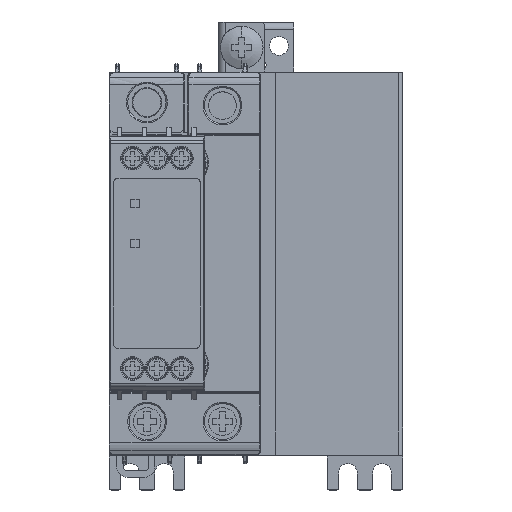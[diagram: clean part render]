
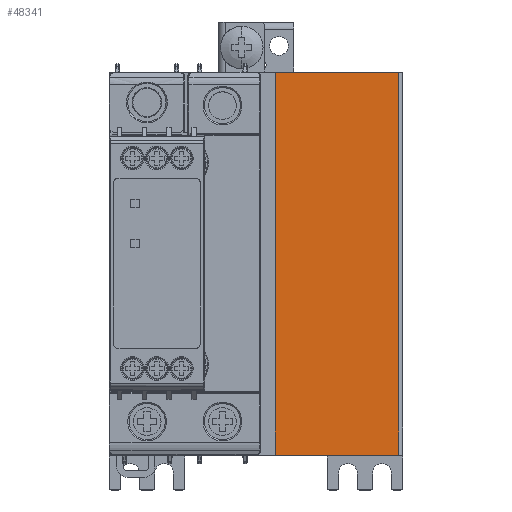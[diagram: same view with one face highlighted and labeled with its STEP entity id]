
A CAD part, top view. The second image highlights one B-rep face of the part: STEP entity #48341.
In plain terms, the highlighted planar face has unit normal (0, 0, 1).
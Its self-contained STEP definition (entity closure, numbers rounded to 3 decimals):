
#48276=CARTESIAN_POINT('',(4.55,45.,120.));
#48277=VERTEX_POINT('',#48276);
#48294=CARTESIAN_POINT('',(4.55,-45.0,120.));
#48295=VERTEX_POINT('',#48294);
#48302=CARTESIAN_POINT('',(4.55,45.,120.));
#48303=DIRECTION('',(0.0,-1.0,0.0));
#48304=VECTOR('',#48303,90.0);
#48305=LINE('',#48302,#48304);
#48306=EDGE_CURVE('',#48295,#48277,#48305,.F.);
#48311=CARTESIAN_POINT('',(5.55,45.0,120.));
#48312=DIRECTION('',(0.0,0.0,1.0));
#48313=DIRECTION('',(-1.0,0.0,0.0));
#48314=AXIS2_PLACEMENT_3D('',#48311,#48312,#48313);
#48315=PLANE('',#48314);
#48316=CARTESIAN_POINT('',(33.55,-45.,120.));
#48317=VERTEX_POINT('',#48316);
#48318=CARTESIAN_POINT('',(4.55,-45.0,120.));
#48319=DIRECTION('',(1.0,0.0,0.0));
#48320=VECTOR('',#48319,29.);
#48321=LINE('',#48318,#48320);
#48322=EDGE_CURVE('',#48295,#48317,#48321,.T.);
#48323=ORIENTED_EDGE('',*,*,#48322,.T.);
#48324=CARTESIAN_POINT('',(33.55,45.0,120.));
#48325=VERTEX_POINT('',#48324);
#48326=CARTESIAN_POINT('',(33.55,45.0,120.));
#48327=DIRECTION('',(0.0,-1.0,0.0));
#48328=VECTOR('',#48327,90.);
#48329=LINE('',#48326,#48328);
#48330=EDGE_CURVE('',#48325,#48317,#48329,.T.);
#48331=ORIENTED_EDGE('',*,*,#48330,.F.);
#48332=CARTESIAN_POINT('',(33.55,45.0,120.));
#48333=DIRECTION('',(-1.0,0.0,0.0));
#48334=VECTOR('',#48333,29.);
#48335=LINE('',#48332,#48334);
#48336=EDGE_CURVE('',#48325,#48277,#48335,.T.);
#48337=ORIENTED_EDGE('',*,*,#48336,.T.);
#48338=ORIENTED_EDGE('',*,*,#48306,.F.);
#48339=EDGE_LOOP('',(#48323,#48331,#48337,#48338));
#48340=FACE_OUTER_BOUND('',#48339,.T.);
#48341=ADVANCED_FACE('',(#48340),#48315,.T.);
